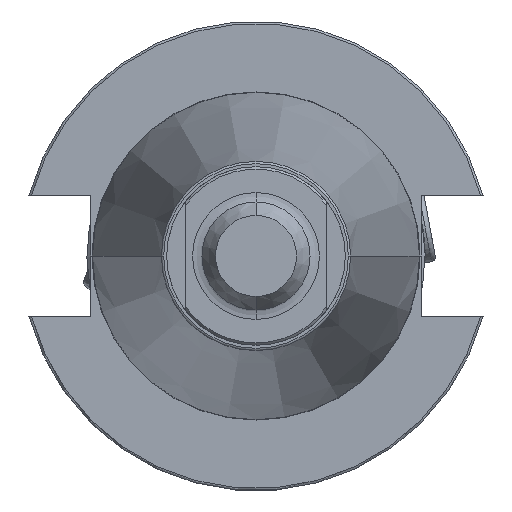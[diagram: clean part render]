
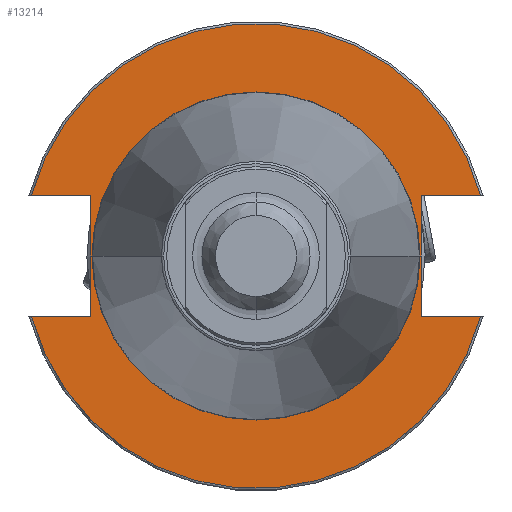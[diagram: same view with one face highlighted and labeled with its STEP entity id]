
A CAD part, left-side view. The second image highlights one B-rep face of the part: STEP entity #13214.
In plain terms, the highlighted planar face has unit normal (-1, 0, 0).
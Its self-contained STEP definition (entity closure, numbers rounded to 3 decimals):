
#223 = CIRCLE ( 'NONE', #31417, 49.5 ) ;
#262 = DIRECTION ( 'NONE',  ( -1., 0., 0. ) ) ;
#303 = CARTESIAN_POINT ( 'NONE',  ( 104.8, -47.803, -12.85 ) ) ;
#418 = CARTESIAN_POINT ( 'NONE',  ( 104.8, 0., 0. ) ) ;
#600 = EDGE_CURVE ( 'NONE', #32803, #7832, #17394, .T. ) ;
#701 = DIRECTION ( 'NONE',  ( 0., 1., 0. ) ) ;
#959 = CARTESIAN_POINT ( 'NONE',  ( 104.8, 0., 0. ) ) ;
#1580 = VERTEX_POINT ( 'NONE', #11949 ) ;
#1586 = VECTOR ( 'NONE', #30249, 1000. ) ;
#1748 = VECTOR ( 'NONE', #6365, 1000. ) ;
#2947 = DIRECTION ( 'NONE',  ( 0., 1., 0. ) ) ;
#3028 = LINE ( 'NONE', #3189, #3373 ) ;
#3168 = CARTESIAN_POINT ( 'NONE',  ( 104.8, 35.15, 12.85 ) ) ;
#3189 = CARTESIAN_POINT ( 'NONE',  ( 104.8, -35.15, 0. ) ) ;
#3373 = VECTOR ( 'NONE', #19017, 1000. ) ;
#3994 = CARTESIAN_POINT ( 'NONE',  ( 104.8, 0., 0. ) ) ;
#4031 = DIRECTION ( 'NONE',  ( 0., 1., 0. ) ) ;
#4671 = CARTESIAN_POINT ( 'NONE',  ( 104.8, 47.803, 12.85 ) ) ;
#4695 = CARTESIAN_POINT ( 'NONE',  ( 104.8, 0., 0. ) ) ;
#4736 = LINE ( 'NONE', #15020, #21056 ) ;
#4860 = CARTESIAN_POINT ( 'NONE',  ( 104.8, -34.775, 0. ) ) ;
#4982 = EDGE_CURVE ( 'NONE', #7832, #32803, #18798, .T. ) ;
#5068 = EDGE_CURVE ( 'NONE', #10905, #31144, #14434, .T. ) ;
#5532 = VERTEX_POINT ( 'NONE', #6787 ) ;
#6088 = PLANE ( 'NONE',  #21078 ) ;
#6365 = DIRECTION ( 'NONE',  ( 0., -1., 0. ) ) ;
#6503 = DIRECTION ( 'NONE',  ( 0., 1., 0. ) ) ;
#6787 = CARTESIAN_POINT ( 'NONE',  ( 104.8, 47.803, -12.85 ) ) ;
#7832 = VERTEX_POINT ( 'NONE', #26821 ) ;
#9308 = EDGE_CURVE ( 'NONE', #14058, #31144, #3028, .T. ) ;
#9357 = AXIS2_PLACEMENT_3D ( 'NONE', #4695, #12444, #4031 ) ;
#9598 = VERTEX_POINT ( 'NONE', #303 ) ;
#9755 = DIRECTION ( 'NONE',  ( 0., 1., 0. ) ) ;
#10521 = ORIENTED_EDGE ( 'NONE', *, *, #9308, .T. ) ;
#10905 = VERTEX_POINT ( 'NONE', #33026 ) ;
#11096 = LINE ( 'NONE', #14107, #1748 ) ;
#11228 = DIRECTION ( 'NONE',  ( -1., 0., 0. ) ) ;
#11405 = DIRECTION ( 'NONE',  ( 0., 1., 0. ) ) ;
#11949 = CARTESIAN_POINT ( 'NONE',  ( 104.8, 35.15, -12.85 ) ) ;
#12444 = DIRECTION ( 'NONE',  ( 1., 0., 0. ) ) ;
#12795 = EDGE_CURVE ( 'NONE', #14058, #9598, #4736, .T. ) ;
#13214 = ADVANCED_FACE ( 'NONE', ( #18720, #24104 ), #6088, .F. ) ;
#13619 = VECTOR ( 'NONE', #32132, 1000. ) ;
#14058 = VERTEX_POINT ( 'NONE', #28483 ) ;
#14107 = CARTESIAN_POINT ( 'NONE',  ( 104.8, 0., 12.85 ) ) ;
#14434 = LINE ( 'NONE', #16973, #1586 ) ;
#14751 = AXIS2_PLACEMENT_3D ( 'NONE', #418, #262, #2947 ) ;
#15020 = CARTESIAN_POINT ( 'NONE',  ( 104.8, 0., -12.85 ) ) ;
#15163 = EDGE_LOOP ( 'NONE', ( #29205, #17176 ) ) ;
#15364 = DIRECTION ( 'NONE',  ( 0., -1., 0. ) ) ;
#16082 = ORIENTED_EDGE ( 'NONE', *, *, #22007, .T. ) ;
#16918 = CARTESIAN_POINT ( 'NONE',  ( 104.8, -35.15, 12.85 ) ) ;
#16973 = CARTESIAN_POINT ( 'NONE',  ( 104.8, 0., 12.85 ) ) ;
#17062 = EDGE_LOOP ( 'NONE', ( #31628, #22731, #32643, #23557, #16082, #21597, #31100, #10521 ) ) ;
#17176 = ORIENTED_EDGE ( 'NONE', *, *, #600, .T. ) ;
#17394 = CIRCLE ( 'NONE', #9357, 34.775 ) ;
#18263 = VERTEX_POINT ( 'NONE', #4671 ) ;
#18720 = FACE_BOUND ( 'NONE', #15163, .T. ) ;
#18798 = CIRCLE ( 'NONE', #28456, 34.775 ) ;
#19016 = VECTOR ( 'NONE', #9755, 1000. ) ;
#19017 = DIRECTION ( 'NONE',  ( 0., 0., 1. ) ) ;
#21056 = VECTOR ( 'NONE', #15364, 1000. ) ;
#21078 = AXIS2_PLACEMENT_3D ( 'NONE', #26134, #26453, #701 ) ;
#21286 = EDGE_CURVE ( 'NONE', #28285, #1580, #31971, .T. ) ;
#21597 = ORIENTED_EDGE ( 'NONE', *, *, #22397, .T. ) ;
#21873 = CARTESIAN_POINT ( 'NONE',  ( 104.8, 35.15, 0. ) ) ;
#22007 = EDGE_CURVE ( 'NONE', #1580, #5532, #22545, .T. ) ;
#22122 = EDGE_CURVE ( 'NONE', #10905, #18263, #223, .T. ) ;
#22397 = EDGE_CURVE ( 'NONE', #5532, #9598, #30864, .T. ) ;
#22545 = LINE ( 'NONE', #32806, #19016 ) ;
#22731 = ORIENTED_EDGE ( 'NONE', *, *, #22122, .T. ) ;
#23557 = ORIENTED_EDGE ( 'NONE', *, *, #21286, .T. ) ;
#24104 = FACE_OUTER_BOUND ( 'NONE', #17062, .T. ) ;
#26134 = CARTESIAN_POINT ( 'NONE',  ( 104.8, 0., 0. ) ) ;
#26453 = DIRECTION ( 'NONE',  ( 1., 0., 0. ) ) ;
#26821 = CARTESIAN_POINT ( 'NONE',  ( 104.8, 34.775, 0. ) ) ;
#28285 = VERTEX_POINT ( 'NONE', #3168 ) ;
#28385 = EDGE_CURVE ( 'NONE', #18263, #28285, #11096, .T. ) ;
#28456 = AXIS2_PLACEMENT_3D ( 'NONE', #3994, #28925, #11405 ) ;
#28483 = CARTESIAN_POINT ( 'NONE',  ( 104.8, -35.15, -12.85 ) ) ;
#28925 = DIRECTION ( 'NONE',  ( 1., 0., 0. ) ) ;
#29205 = ORIENTED_EDGE ( 'NONE', *, *, #4982, .T. ) ;
#30249 = DIRECTION ( 'NONE',  ( 0., 1., 0. ) ) ;
#30864 = CIRCLE ( 'NONE', #14751, 49.5 ) ;
#31100 = ORIENTED_EDGE ( 'NONE', *, *, #12795, .F. ) ;
#31144 = VERTEX_POINT ( 'NONE', #16918 ) ;
#31417 = AXIS2_PLACEMENT_3D ( 'NONE', #959, #11228, #6503 ) ;
#31628 = ORIENTED_EDGE ( 'NONE', *, *, #5068, .F. ) ;
#31971 = LINE ( 'NONE', #21873, #13619 ) ;
#32132 = DIRECTION ( 'NONE',  ( 0., 0., -1. ) ) ;
#32643 = ORIENTED_EDGE ( 'NONE', *, *, #28385, .T. ) ;
#32803 = VERTEX_POINT ( 'NONE', #4860 ) ;
#32806 = CARTESIAN_POINT ( 'NONE',  ( 104.8, 0., -12.85 ) ) ;
#33026 = CARTESIAN_POINT ( 'NONE',  ( 104.8, -47.803, 12.85 ) ) ;
